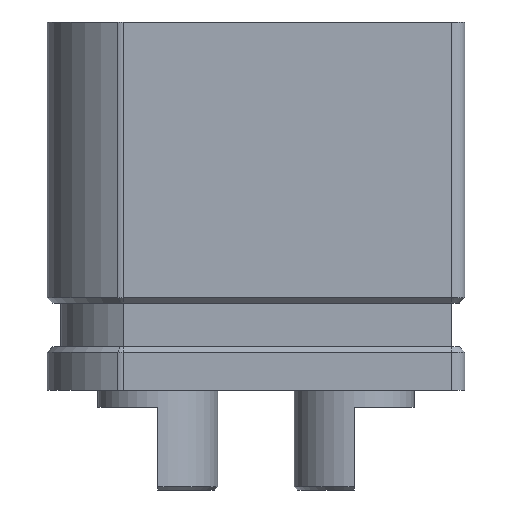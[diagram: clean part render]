
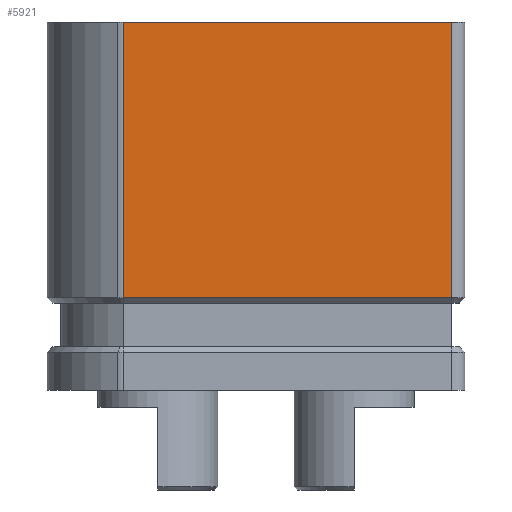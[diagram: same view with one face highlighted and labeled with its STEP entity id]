
A CAD part, front view. The second image highlights one B-rep face of the part: STEP entity #5921.
In plain terms, the highlighted planar face has unit normal (0, -1, 0).
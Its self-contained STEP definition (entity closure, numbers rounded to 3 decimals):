
#214 = EDGE_CURVE ( 'NONE', #7946, #12883, #5089, .T. ) ;
#267 = LINE ( 'NONE', #16292, #10950 ) ;
#1004 = ORIENTED_EDGE ( 'NONE', *, *, #5817, .F. ) ;
#1769 = DIRECTION ( 'NONE',  ( 0., 0., 1. ) ) ;
#1896 = DIRECTION ( 'NONE',  ( 0., 1., 0. ) ) ;
#3087 = EDGE_CURVE ( 'NONE', #8139, #7882, #13753, .T. ) ;
#4256 = EDGE_CURVE ( 'NONE', #12883, #8139, #6033, .T. ) ;
#5089 = LINE ( 'NONE', #10654, #10988 ) ;
#5139 = CARTESIAN_POINT ( 'NONE',  ( 7.15, -3.95, 13.5 ) ) ;
#5227 = EDGE_LOOP ( 'NONE', ( #6059, #16850, #11844, #1004 ) ) ;
#5729 = CARTESIAN_POINT ( 'NONE',  ( -7.65, -3.95, 3.4 ) ) ;
#5817 = EDGE_CURVE ( 'NONE', #7946, #7882, #267, .T. ) ;
#5921 = ADVANCED_FACE ( 'NONE', ( #10117 ), #7146, .F. ) ;
#6033 = LINE ( 'NONE', #5729, #13416 ) ;
#6059 = ORIENTED_EDGE ( 'NONE', *, *, #214, .T. ) ;
#6300 = CARTESIAN_POINT ( 'NONE',  ( -4.87, -3.95, 13.5 ) ) ;
#6647 = CARTESIAN_POINT ( 'NONE',  ( -4.87, -3.95, 3.4 ) ) ;
#7146 = PLANE ( 'NONE',  #13450 ) ;
#7325 = CARTESIAN_POINT ( 'NONE',  ( -7.65, -3.95, 13.5 ) ) ;
#7882 = VERTEX_POINT ( 'NONE', #5139 ) ;
#7946 = VERTEX_POINT ( 'NONE', #6300 ) ;
#8139 = VERTEX_POINT ( 'NONE', #13809 ) ;
#8427 = CARTESIAN_POINT ( 'NONE',  ( 7.15, -3.95, 13.5 ) ) ;
#10117 = FACE_OUTER_BOUND ( 'NONE', #5227, .T. ) ;
#10345 = VECTOR ( 'NONE', #1769, 1000. ) ;
#10654 = CARTESIAN_POINT ( 'NONE',  ( -4.87, -3.95, 0. ) ) ;
#10950 = VECTOR ( 'NONE', #14994, 1000. ) ;
#10988 = VECTOR ( 'NONE', #11709, 1000. ) ;
#11382 = DIRECTION ( 'NONE',  ( 1., 0., 0. ) ) ;
#11709 = DIRECTION ( 'NONE',  ( 0., 0., -1. ) ) ;
#11844 = ORIENTED_EDGE ( 'NONE', *, *, #3087, .T. ) ;
#12577 = DIRECTION ( 'NONE',  ( 0., 0., 1. ) ) ;
#12883 = VERTEX_POINT ( 'NONE', #6647 ) ;
#13416 = VECTOR ( 'NONE', #11382, 1000. ) ;
#13450 = AXIS2_PLACEMENT_3D ( 'NONE', #7325, #1896, #12577 ) ;
#13753 = LINE ( 'NONE', #8427, #10345 ) ;
#13809 = CARTESIAN_POINT ( 'NONE',  ( 7.15, -3.95, 3.4 ) ) ;
#14994 = DIRECTION ( 'NONE',  ( 1., 0., 0. ) ) ;
#16292 = CARTESIAN_POINT ( 'NONE',  ( -7.65, -3.95, 13.5 ) ) ;
#16850 = ORIENTED_EDGE ( 'NONE', *, *, #4256, .T. ) ;
